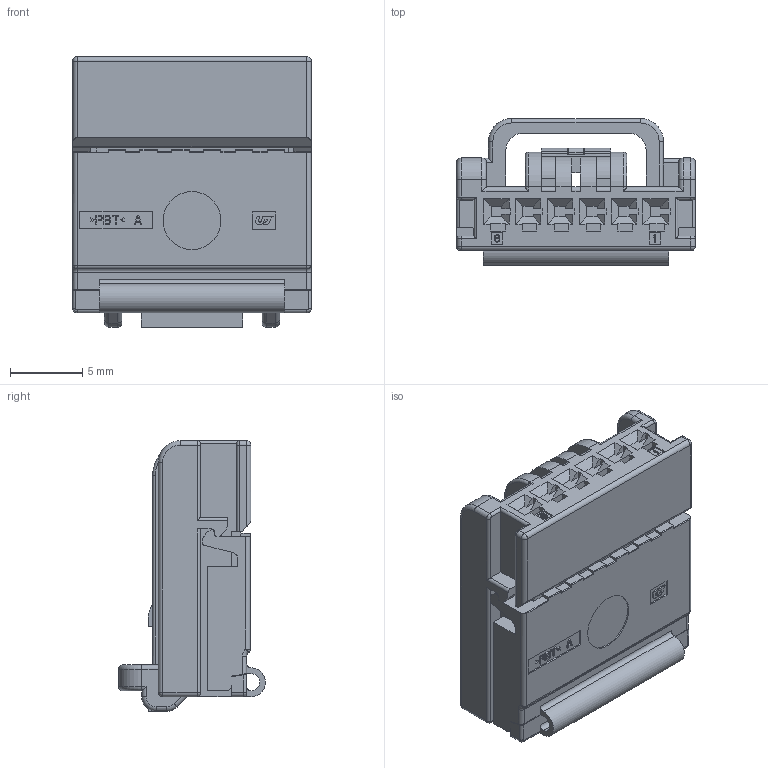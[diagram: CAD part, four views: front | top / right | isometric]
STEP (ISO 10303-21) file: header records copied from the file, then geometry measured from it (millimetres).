
FILE_DESCRIPTION((''),'2;1');
FILE_NAME('025_D_6F_HSG_A_2ND_LOCK','2023-01-04T14:19:53',('jhryu'),(''),'CREO PARAMETRIC BY PTC INC, 2017380','CREO PARAMETRIC BY PTC INC, 2017380','');
FILE_SCHEMA(('CONFIG_CONTROL_DESIGN'));
Length unit declared in the file: millimetre
Products named in the file (1): 025_D_6F_HSG_A_2ND_LOCK
Bounding box: 16.5 x 10.15 x 18.7 mm (x, y, z)
Volume: 1514.6 mm3; surface area: 1763.9 mm2
Topology: 1 solids, 1 shells, 714 faces, 1976 edges, 1281 vertices
Faces by surface type: plane 521, cylinder 159, torus 20, bspline 10, sphere 4
Entity records: 22836 total; most frequent: CARTESIAN_POINT 4459, ORIENTED_EDGE 3952, DIRECTION 3613, EDGE_CURVE 1976, VECTOR 1637, LINE 1637, VERTEX_POINT 1281, AXIS2_PLACEMENT_3D 988
